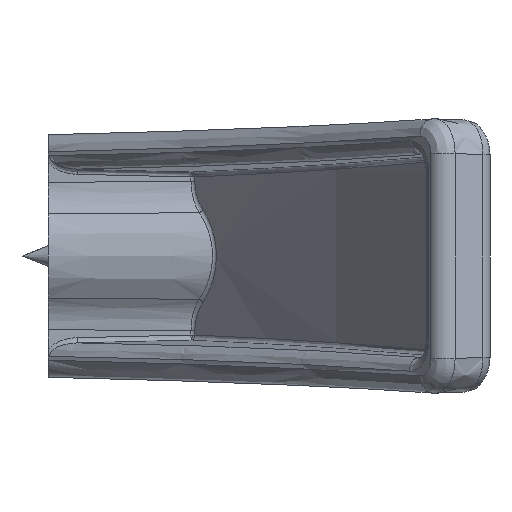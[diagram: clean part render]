
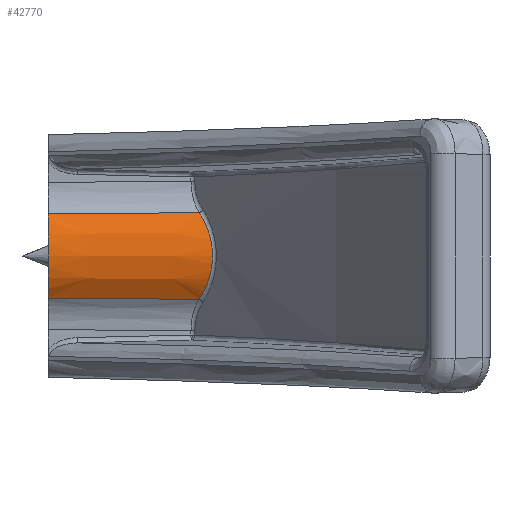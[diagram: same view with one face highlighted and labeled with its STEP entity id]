
A CAD part, front view. The second image highlights one B-rep face of the part: STEP entity #42770.
In plain terms, the highlighted conical face has half-angle 1 degrees and reference radius 4 mm.
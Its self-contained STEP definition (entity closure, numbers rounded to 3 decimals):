
#27810=CARTESIAN_POINT('',(0.,-0.615,-10.426));
#27820=VERTEX_POINT('',#27810);
#27850=CARTESIAN_POINT('',(-3.,-0.567,
-10.402));
#27860=CARTESIAN_POINT('',(-0.609,-0.605,
-10.421));
#27870=CARTESIAN_POINT('',(1.782,-0.643,
-10.44));
#27880=CARTESIAN_POINT('',(6.743,-0.722,
-10.479));
#27890=CARTESIAN_POINT('',(9.314,-0.763,
-10.499));
#27900=CARTESIAN_POINT('',(11.884,-0.804,
-10.519));
#27910=B_SPLINE_CURVE_WITH_KNOTS('',3,(#27850,#27860,#27870,#27880,
#27890,#27900),.UNSPECIFIED.,.F.,.F.,(4,2,4),(24.022,
31.195,38.908),.UNSPECIFIED.);
#27920=CARTESIAN_POINT('',(8.698,-0.753,
-10.494));
#27930=VERTEX_POINT('',#27920);
#27940=EDGE_CURVE('',#27820,#27930,#27910,.T.);
#41880=CARTESIAN_POINT('',(0.,2.566,-8.));
#41890=DIRECTION('',(1.,0.,0.));
#41900=DIRECTION('',(0.,0.,1.));
#41910=AXIS2_PLACEMENT_3D('',#41880,#41890,#41900);
#41920=CONICAL_SURFACE('',#41910,4.,0.017);
#41930=CARTESIAN_POINT('',(8.698,-0.753,
-5.506));
#41940=CARTESIAN_POINT('',(8.702,-0.758,
-5.513));
#41950=CARTESIAN_POINT('',(8.707,-0.763,
-5.519));
#41960=CARTESIAN_POINT('',(8.714,-0.772,
-5.53));
#41970=CARTESIAN_POINT('',(8.717,-0.775,
-5.534));
#41980=CARTESIAN_POINT('',(8.753,-0.814,
-5.586));
#41990=CARTESIAN_POINT('',(8.784,-0.849,
-5.635));
#42000=CARTESIAN_POINT('',(8.846,-0.917,
-5.734));
#42010=CARTESIAN_POINT('',(8.877,-0.95,
-5.785));
#42020=CARTESIAN_POINT('',(8.964,-1.047,
-5.941));
#42030=CARTESIAN_POINT('',(9.019,-1.107,
-6.048));
#42040=CARTESIAN_POINT('',(9.121,-1.219,
-6.272));
#42050=CARTESIAN_POINT('',(9.167,-1.271,
-6.387));
#42060=CARTESIAN_POINT('',(9.23,-1.34,
-6.564));
#42070=CARTESIAN_POINT('',(9.249,-1.361,
-6.622));
#42080=CARTESIAN_POINT('',(9.285,-1.402,
-6.741));
#42090=CARTESIAN_POINT('',(9.302,-1.42,
-6.801));
#42100=CARTESIAN_POINT('',(9.334,-1.455,
-6.922));
#42110=CARTESIAN_POINT('',(9.348,-1.472,
-6.983));
#42120=CARTESIAN_POINT('',(9.375,-1.501,
-7.106));
#42130=CARTESIAN_POINT('',(9.387,-1.515,
-7.169));
#42140=CARTESIAN_POINT('',(9.409,-1.539,
-7.294));
#42150=CARTESIAN_POINT('',(9.418,-1.549,
-7.357));
#42160=CARTESIAN_POINT('',(9.434,-1.567,
-7.485));
#42170=CARTESIAN_POINT('',(9.441,-1.575,
-7.548));
#42180=CARTESIAN_POINT('',(9.452,-1.587,
-7.677));
#42190=CARTESIAN_POINT('',(9.456,-1.592,
-7.741));
#42200=CARTESIAN_POINT('',(9.462,-1.598,
-7.87));
#42210=CARTESIAN_POINT('',(9.463,-1.599,
-7.935));
#42220=CARTESIAN_POINT('',(9.463,-1.599,
-8.064));
#42230=CARTESIAN_POINT('',(9.462,-1.598,
-8.129));
#42240=CARTESIAN_POINT('',(9.456,-1.592,
-8.258));
#42250=CARTESIAN_POINT('',(9.452,-1.587,
-8.322));
#42260=CARTESIAN_POINT('',(9.441,-1.575,
-8.451));
#42270=CARTESIAN_POINT('',(9.435,-1.567,
-8.514));
#42280=CARTESIAN_POINT('',(9.418,-1.549,
-8.642));
#42290=CARTESIAN_POINT('',(9.409,-1.539,
-8.705));
#42300=CARTESIAN_POINT('',(9.387,-1.515,
-8.83));
#42310=CARTESIAN_POINT('',(9.375,-1.501,
-8.893));
#42320=CARTESIAN_POINT('',(9.349,-1.472,
-9.016));
#42330=CARTESIAN_POINT('',(9.334,-1.456,
-9.077));
#42340=CARTESIAN_POINT('',(9.302,-1.421,
-9.198));
#42350=CARTESIAN_POINT('',(9.286,-1.402,
-9.258));
#42360=CARTESIAN_POINT('',(9.249,-1.362,
-9.377));
#42370=CARTESIAN_POINT('',(9.23,-1.34,
-9.435));
#42380=CARTESIAN_POINT('',(9.168,-1.271,
-9.612));
#42390=CARTESIAN_POINT('',(9.121,-1.22,
-9.727));
#42400=CARTESIAN_POINT('',(9.02,-1.108,
-9.951));
#42410=CARTESIAN_POINT('',(8.965,-1.047,
-10.059));
#42420=CARTESIAN_POINT('',(8.877,-0.951,
-10.214));
#42430=CARTESIAN_POINT('',(8.847,-0.917,
-10.265));
#42440=CARTESIAN_POINT('',(8.785,-0.849,
-10.364));
#42450=CARTESIAN_POINT('',(8.753,-0.814,
-10.413));
#42460=CARTESIAN_POINT('',(8.718,-0.775,
-10.465));
#42470=CARTESIAN_POINT('',(8.714,-0.772,
-10.47));
#42480=CARTESIAN_POINT('',(8.707,-0.763,
-10.481));
#42490=CARTESIAN_POINT('',(8.702,-0.758,
-10.487));
#42500=CARTESIAN_POINT('',(8.698,-0.753,
-10.494));
#42510=B_SPLINE_CURVE_WITH_KNOTS('',3,(#41930,#41940,#41950,#41960,
#41970,#41980,#41990,#42000,#42010,#42020,#42030,#42040,#42050,#42060,
#42070,#42080,#42090,#42100,#42110,#42120,#42130,#42140,#42150,#42160,
#42170,#42180,#42190,#42200,#42210,#42220,#42230,#42240,#42250,#42260,
#42270,#42280,#42290,#42300,#42310,#42320,#42330,#42340,#42350,#42360,
#42370,#42380,#42390,#42400,#42410,#42420,#42430,#42440,#42450,#42460,
#42470,#42480,#42490,#42500),.UNSPECIFIED.,.F.,.F.,(4,2,2,2,2,2,2,2,2,2,
2,2,2,2,2,2,2,2,2,2,2,2,2,2,2,2,2,2,4),(0.,0.029,
0.048,0.257,0.466,0.884
,1.301,1.503,1.704,1.906,
2.107,2.308,2.509,2.71,
2.911,3.112,3.313,3.513,
3.714,3.916,4.117,4.319,
4.52,4.937,5.355,5.564,
5.774,5.794,5.823),.UNSPECIFIED.);
#42520=CARTESIAN_POINT('',(8.698,-0.753,
-5.506));
#42530=VERTEX_POINT('',#42520);
#42540=EDGE_CURVE('',#42530,#27930,#42510,.T.);
#42550=ORIENTED_EDGE('',*,*,#42540,.F.);
#42560=ORIENTED_EDGE('',*,*,#27940,.T.);
#42570=CARTESIAN_POINT('',(0.,2.566,-8.));
#42580=DIRECTION('',(-1.,0.,0.));
#42590=DIRECTION('',(0.,0.,1.));
#42600=AXIS2_PLACEMENT_3D('',#42570,#42580,#42590);
#42610=CIRCLE('',#42600,4.);
#42620=CARTESIAN_POINT('',(0.,-0.615,
-5.574));
#42630=VERTEX_POINT('',#42620);
#42640=EDGE_CURVE('',#27820,#42630,#42610,.T.);
#42650=ORIENTED_EDGE('',*,*,#42640,.F.);
#42660=CARTESIAN_POINT('',(11.884,-0.804,
-5.481));
#42670=CARTESIAN_POINT('',(9.314,-0.763,
-5.501));
#42680=CARTESIAN_POINT('',(6.743,-0.722,
-5.521));
#42690=CARTESIAN_POINT('',(1.782,-0.643,
-5.56));
#42700=CARTESIAN_POINT('',(-0.609,-0.605,
-5.579));
#42710=CARTESIAN_POINT('',(-3.,-0.567,
-5.598));
#42720=B_SPLINE_CURVE_WITH_KNOTS('',3,(#42660,#42670,#42680,#42690,
#42700,#42710),.UNSPECIFIED.,.F.,.F.,(4,2,4),(23.111,
30.824,37.997),.UNSPECIFIED.);
#42730=EDGE_CURVE('',#42530,#42630,#42720,.T.);
#42740=ORIENTED_EDGE('',*,*,#42730,.T.);
#42750=EDGE_LOOP('',(#42740,#42650,#42560,#42550));
#42760=FACE_OUTER_BOUND('',#42750,.T.);
#42770=ADVANCED_FACE('',(#42760),#41920,.T.);
